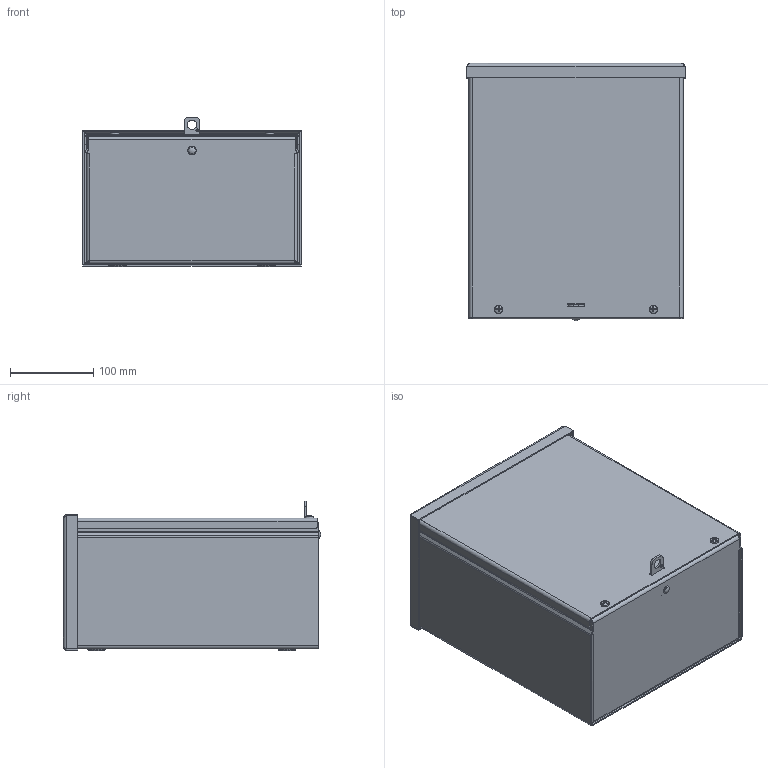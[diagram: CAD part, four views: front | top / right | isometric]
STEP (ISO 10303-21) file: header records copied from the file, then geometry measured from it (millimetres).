
FILE_DESCRIPTION (( 'STEP AP214' ), '1' );
FILE_NAME ('RSC101206NKSS.STEP', '2018-05-08T14:41:27', ( '' ), ( '' ), 'SwSTEP 2.0', 'SolidWorks 2017', '' );
FILE_SCHEMA (( 'AUTOMOTIVE_DESIGN' ));
Length unit declared in the file: inch
Products named in the file (1): RSC101206NKSS
Bounding box: 261.58 x 308.54 x 179.92 mm (x, y, z)
Volume: 539388.4 mm3; surface area: 726881.2 mm2
Topology: 12 solids, 12 shells, 369 faces, 904 edges, 573 vertices
Faces by surface type: plane 191, cylinder 93, cone 34, torus 30, bspline 16, sphere 5
Full cylindrical faces by diameter (mm): 3.175 x1, 3.962 x2, 4.254 x2, 4.763 x1, 4.978 x2, 5.029 x1, 5.105 x1, 6.299 x2, 6.35 x4, 6.528 x2, 7.061 x2, 7.144 x4, 10.312 x2, 11.113 x1, 11.506 x2
Entity records: 16050 total; most frequent: CARTESIAN_POINT 2632, DIRECTION 1758, ORIENTED_EDGE 1656, EDGE_CURVE 828, AXIS2_PLACEMENT_3D 648, VERTEX_POINT 562, EDGE_LOOP 482, VECTOR 462
